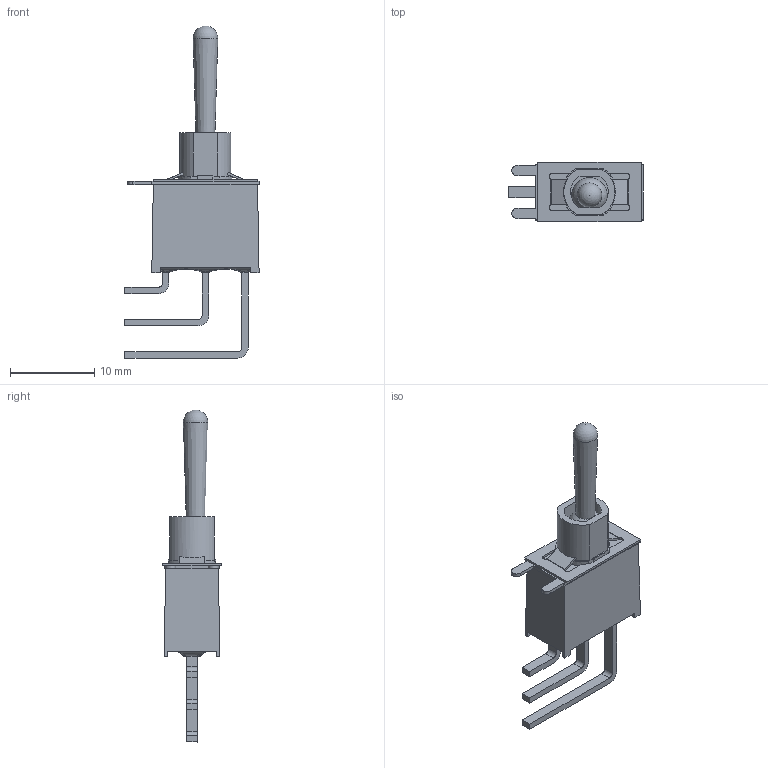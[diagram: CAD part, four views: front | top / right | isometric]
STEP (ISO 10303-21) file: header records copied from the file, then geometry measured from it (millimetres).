
FILE_DESCRIPTION((' '),'2;1');
FILE_NAME('100AWSPxT1B4M7xE.stp','2017-07-19T15:55:57',(' '),(' '),' ','ACIS',' ');
FILE_SCHEMA(('CONFIG_CONTROL_DESIGN'));
Length unit declared in the file: inch
Products named in the file (1): 100AWSPxT1B4M7xE.stp
Bounding box: 15.88 x 7.1 x 39.3 mm (x, y, z)
Volume: 1077 mm3; surface area: 1134 mm2
Topology: 1 solids, 1 shells, 158 faces, 471 edges, 314 vertices
Faces by surface type: plane 113, cylinder 34, bspline 8, sphere 2, cone 1
Entity records: 6333 total; most frequent: CARTESIAN_POINT 2007, ORIENTED_EDGE 928, DIRECTION 820, EDGE_CURVE 464, VECTOR 330, LINE 330, VERTEX_POINT 310, AXIS2_PLACEMENT_3D 245
